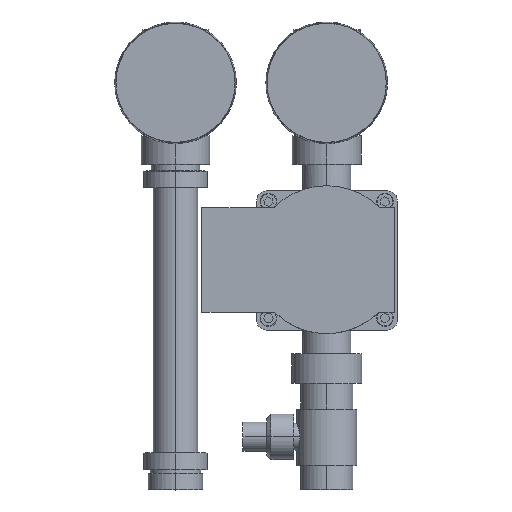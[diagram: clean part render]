
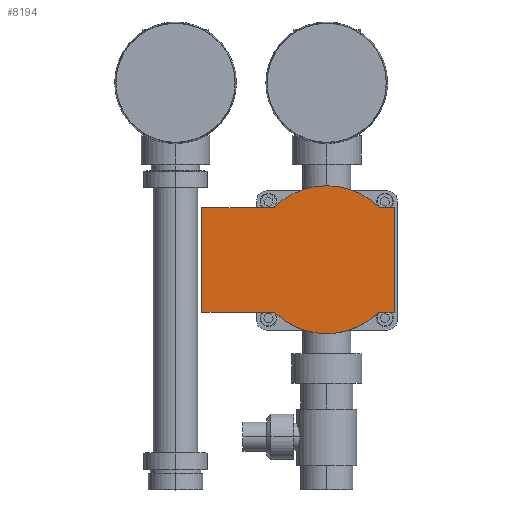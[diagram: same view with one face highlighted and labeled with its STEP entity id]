
A CAD part, top view. The second image highlights one B-rep face of the part: STEP entity #8194.
In plain terms, the highlighted planar face has unit normal (0, 0, 1).
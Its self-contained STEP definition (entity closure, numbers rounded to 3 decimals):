
#61 = AXIS2_PLACEMENT_3D ( 'NONE', #11651, #17410, #1932 ) ;
#498 = DIRECTION ( 'NONE',  ( 0., 0., 1. ) ) ;
#845 = CARTESIAN_POINT ( 'NONE',  ( -29.288, -31.309, 94. ) ) ;
#892 = CARTESIAN_POINT ( 'NONE',  ( 75.994, -31.309, 94. ) ) ;
#966 = VECTOR ( 'NONE', #6418, 1000. ) ;
#1043 = VERTEX_POINT ( 'NONE', #4863 ) ;
#1566 = VERTEX_POINT ( 'NONE', #10554 ) ;
#1667 = CARTESIAN_POINT ( 'NONE',  ( -29.288, 31.015, 94. ) ) ;
#1932 = DIRECTION ( 'NONE',  ( 1., 0., 0. ) ) ;
#2116 = DIRECTION ( 'NONE',  ( 1., 0., 0. ) ) ;
#2262 = LINE ( 'NONE', #13492, #966 ) ;
#2461 = VECTOR ( 'NONE', #7972, 1000. ) ;
#2605 = ORIENTED_EDGE ( 'NONE', *, *, #15763, .T. ) ;
#2974 = VECTOR ( 'NONE', #2116, 1000. ) ;
#3096 = CARTESIAN_POINT ( 'NONE',  ( 45., 0., 94. ) ) ;
#3177 = CARTESIAN_POINT ( 'NONE',  ( 76.288, 31.015, 94. ) ) ;
#3366 = FACE_OUTER_BOUND ( 'NONE', #16615, .T. ) ;
#4140 = VECTOR ( 'NONE', #10541, 1000. ) ;
#4501 = CARTESIAN_POINT ( 'NONE',  ( -29.288, 31.015, 94. ) ) ;
#4583 = PLANE ( 'NONE',  #61 ) ;
#4692 = DIRECTION ( 'NONE',  ( 0., -1., 0. ) ) ;
#4863 = CARTESIAN_POINT ( 'NONE',  ( 85.138, 31.015, 94. ) ) ;
#5964 = AXIS2_PLACEMENT_3D ( 'NONE', #8757, #498, #6210 ) ;
#6210 = DIRECTION ( 'NONE',  ( 1., 0., 0. ) ) ;
#6362 = CARTESIAN_POINT ( 'NONE',  ( 85.138, -31.309, 94. ) ) ;
#6367 = LINE ( 'NONE', #4501, #14507 ) ;
#6418 = DIRECTION ( 'NONE',  ( 0., 1., 0. ) ) ;
#6456 = LINE ( 'NONE', #9270, #2974 ) ;
#6665 = VERTEX_POINT ( 'NONE', #3177 ) ;
#6755 = ORIENTED_EDGE ( 'NONE', *, *, #12488, .T. ) ;
#7972 = DIRECTION ( 'NONE',  ( -1., 0., 0. ) ) ;
#8156 = LINE ( 'NONE', #15308, #2461 ) ;
#8194 = ADVANCED_FACE ( 'NONE', ( #3366 ), #4583, .T. ) ;
#8757 = CARTESIAN_POINT ( 'NONE',  ( 45., 0., 94. ) ) ;
#9270 = CARTESIAN_POINT ( 'NONE',  ( -29.288, -31.309, 94. ) ) ;
#9630 = ORIENTED_EDGE ( 'NONE', *, *, #16228, .T. ) ;
#10168 = VERTEX_POINT ( 'NONE', #892 ) ;
#10226 = CARTESIAN_POINT ( 'NONE',  ( 75.994, -31.309, 94. ) ) ;
#10276 = VECTOR ( 'NONE', #14727, 1000. ) ;
#10434 = VERTEX_POINT ( 'NONE', #845 ) ;
#10475 = VERTEX_POINT ( 'NONE', #6362 ) ;
#10541 = DIRECTION ( 'NONE',  ( -1., 0., 0. ) ) ;
#10554 = CARTESIAN_POINT ( 'NONE',  ( 13.712, 31.015, 94. ) ) ;
#10682 = ORIENTED_EDGE ( 'NONE', *, *, #17594, .T. ) ;
#11379 = VERTEX_POINT ( 'NONE', #1667 ) ;
#11395 = EDGE_CURVE ( 'NONE', #6665, #1566, #11969, .T. ) ;
#11480 = DIRECTION ( 'NONE',  ( 0., 0., 1. ) ) ;
#11651 = CARTESIAN_POINT ( 'NONE',  ( 45., 0., 94. ) ) ;
#11688 = CARTESIAN_POINT ( 'NONE',  ( 14.006, -31.309, 94. ) ) ;
#11969 = CIRCLE ( 'NONE', #5964, 44.055 ) ;
#12488 = EDGE_CURVE ( 'NONE', #10434, #13753, #6456, .T. ) ;
#12600 = ORIENTED_EDGE ( 'NONE', *, *, #16813, .T. ) ;
#12799 = DIRECTION ( 'NONE',  ( 1., 0., 0. ) ) ;
#13492 = CARTESIAN_POINT ( 'NONE',  ( 85.138, 31.015, 94. ) ) ;
#13753 = VERTEX_POINT ( 'NONE', #11688 ) ;
#14507 = VECTOR ( 'NONE', #4692, 1000. ) ;
#14727 = DIRECTION ( 'NONE',  ( 1., 0., 0. ) ) ;
#14822 = EDGE_CURVE ( 'NONE', #13753, #10168, #15182, .T. ) ;
#14863 = CARTESIAN_POINT ( 'NONE',  ( -29.288, 31.015, 94. ) ) ;
#15182 = CIRCLE ( 'NONE', #15486, 44.055 ) ;
#15308 = CARTESIAN_POINT ( 'NONE',  ( 76.288, 31.015, 94. ) ) ;
#15407 = ORIENTED_EDGE ( 'NONE', *, *, #11395, .T. ) ;
#15486 = AXIS2_PLACEMENT_3D ( 'NONE', #3096, #11480, #12799 ) ;
#15763 = EDGE_CURVE ( 'NONE', #1566, #11379, #16113, .T. ) ;
#16113 = LINE ( 'NONE', #14863, #4140 ) ;
#16228 = EDGE_CURVE ( 'NONE', #10168, #10475, #17671, .T. ) ;
#16292 = ORIENTED_EDGE ( 'NONE', *, *, #14822, .T. ) ;
#16615 = EDGE_LOOP ( 'NONE', ( #12600, #6755, #16292, #9630, #10682, #18268, #15407, #2605 ) ) ;
#16813 = EDGE_CURVE ( 'NONE', #11379, #10434, #6367, .T. ) ;
#16955 = EDGE_CURVE ( 'NONE', #1043, #6665, #8156, .T. ) ;
#17410 = DIRECTION ( 'NONE',  ( 0., 0., 1. ) ) ;
#17594 = EDGE_CURVE ( 'NONE', #10475, #1043, #2262, .T. ) ;
#17671 = LINE ( 'NONE', #10226, #10276 ) ;
#18268 = ORIENTED_EDGE ( 'NONE', *, *, #16955, .T. ) ;
